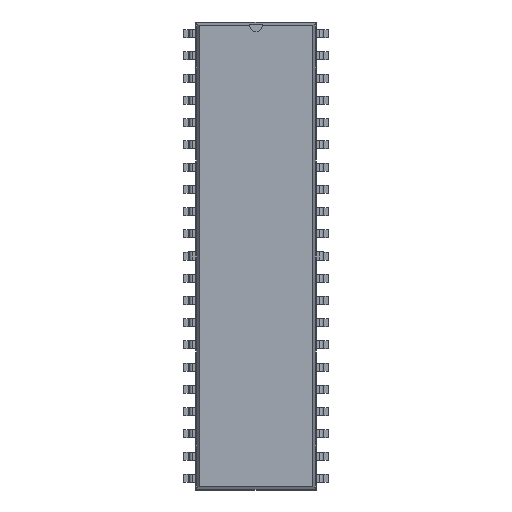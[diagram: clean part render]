
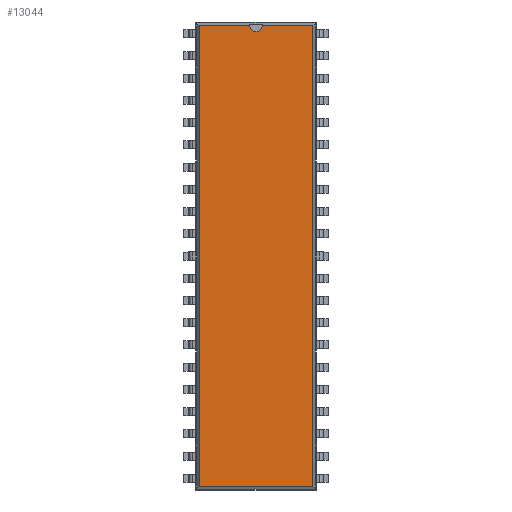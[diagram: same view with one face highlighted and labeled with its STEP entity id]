
A CAD part, top view. The second image highlights one B-rep face of the part: STEP entity #13044.
In plain terms, the highlighted planar face has unit normal (0, 0, 1).
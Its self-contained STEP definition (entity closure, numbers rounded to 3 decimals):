
#27=VECTOR('',#28,1.);
#28=DIRECTION('',(0.,1.,0.));
#34=VECTOR('',#35,1.);
#35=DIRECTION('',(-1.,0.,0.));
#41=VECTOR('',#42,1.);
#42=DIRECTION('',(0.,-1.,0.));
#46=VECTOR('',#47,1.);
#47=DIRECTION('',(1.,0.,0.));
#50=DIRECTION('',(0.,0.,-1.));
#2265=DIRECTION('',(0.,0.,-1.));
#8705=VERTEX_POINT('',#8706);
#8706=CARTESIAN_POINT('',(6.471,26.331,3.68));
#8708=ORIENTED_EDGE('',*,*,#8709,.F.);
#8709=EDGE_CURVE('',#8710,#8705,#8712,.T.);
#8710=VERTEX_POINT('',#8711);
#8711=CARTESIAN_POINT('',(6.471,-26.331,3.68));
#8712=LINE('',#8711,#27);
#10823=VERTEX_POINT('',#10824);
#10824=CARTESIAN_POINT('',(-6.471,26.331,3.68));
#10826=ORIENTED_EDGE('',*,*,#10827,.F.);
#10827=EDGE_CURVE('',#10828,#10823,#10830,.T.);
#10828=VERTEX_POINT('',#10829);
#10829=CARTESIAN_POINT('',(-0.746,26.331,3.68));
#10830=LINE('',#8706,#34);
#10849=VERTEX_POINT('',#10850);
#10850=CARTESIAN_POINT('',(0.746,26.331,3.68));
#10856=ORIENTED_EDGE('',*,*,#10857,.F.);
#10857=EDGE_CURVE('',#8705,#10849,#10830,.T.);
#10928=VERTEX_POINT('',#10929);
#10929=CARTESIAN_POINT('',(-6.471,-26.331,3.68));
#10931=ORIENTED_EDGE('',*,*,#10932,.F.);
#10932=EDGE_CURVE('',#10823,#10928,#10933,.T.);
#10933=LINE('',#10824,#41);
#13039=ORIENTED_EDGE('',*,*,#13040,.F.);
#13040=EDGE_CURVE('',#10928,#8710,#13041,.T.);
#13041=LINE('',#10929,#46);
#13044=ADVANCED_FACE('',(#13045),#13056,.F.);
#13045=FACE_BOUND('',#13046,.F.);
#13046=EDGE_LOOP('',(#8708,#13039,#10931,#10826,#13047,#13054,#10856));
#13047=ORIENTED_EDGE('',*,*,#13048,.F.);
#13048=EDGE_CURVE('',#13049,#10828,#13051,.T.);
#13049=VERTEX_POINT('',#13050);
#13050=CARTESIAN_POINT('',(0.,25.656,3.68));
#13051=CIRCLE('',#13052,0.75);
#13052=AXIS2_PLACEMENT_3D('',#13053,#2265,#42);
#13053=CARTESIAN_POINT('',(0.,26.406,3.68));
#13054=ORIENTED_EDGE('',*,*,#13055,.F.);
#13055=EDGE_CURVE('',#10849,#13049,#13051,.T.);
#13056=PLANE('',#13057);
#13057=AXIS2_PLACEMENT_3D('',#8711,#50,#13058);
#13058=DIRECTION('',(-0.239,0.971,0.));
